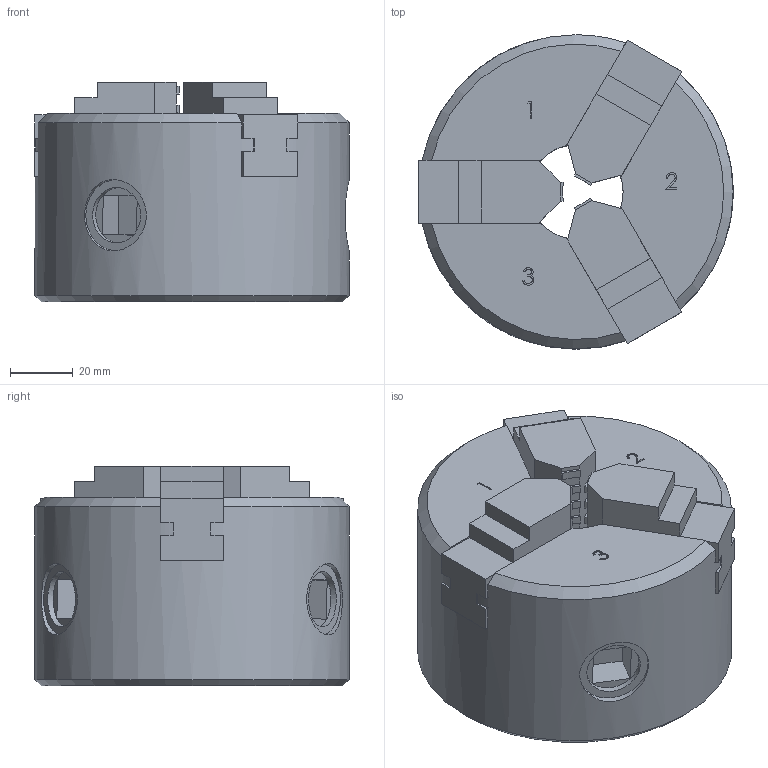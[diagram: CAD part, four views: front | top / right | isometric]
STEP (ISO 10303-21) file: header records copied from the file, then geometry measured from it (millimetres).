
FILE_DESCRIPTION(/* description */ (''),/* implementation_level */ '2;1');
FILE_NAME(/* name */ 'three_jaw_chuck.step',/* time_stamp */ '2025-06-01T15:04:30+02:00',/* author */ (''),/* organization */ (''),/* preprocessor_version */ 'ST-DEVELOPER v20.1',/* originating_system */ 'Autodesk Translation Framework v14.10.0.0',/* authorisation */ '');
FILE_SCHEMA (('AUTOMOTIVE_DESIGN { 1 0 10303 214 3 1 1 }'));
Length unit declared in the file: millimetre
Products named in the file (3): Dreibackenfutter; chuck_body; chuck_jaw
Assembly tree (4 placements, depth 2):
  Dreibackenfutter
    chuck_body
    chuck_jaw  x3
Bounding box: 100 x 100 x 70 mm (x, y, z)
Volume: 432724.1 mm3; surface area: 61420.7 mm2
Topology: 4 solids, 4 shells, 270 faces, 677 edges, 424 vertices
Faces by surface type: plane 221, cylinder 25, bspline 20, cone 4
Full cylindrical faces by diameter (mm): 17.654 x3, 22.698 x3, 30 x1, 72 x1, 100 x1
Entity records: 6312 total; most frequent: CARTESIAN_POINT 2180, ORIENTED_EDGE 858, DIRECTION 770, EDGE_CURVE 429, LINE 298, VECTOR 298, VERTEX_POINT 272, AXIS2_PLACEMENT_3D 236
